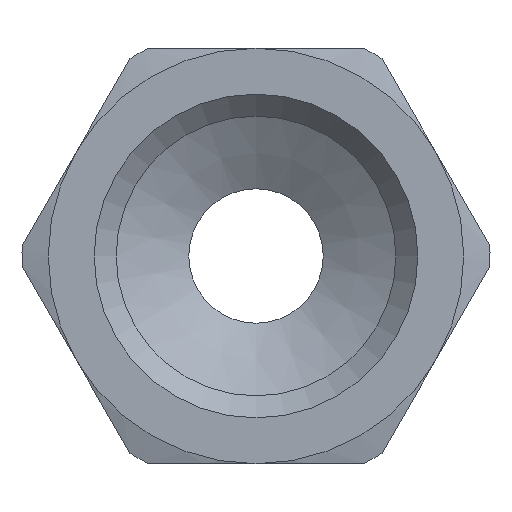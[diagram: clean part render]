
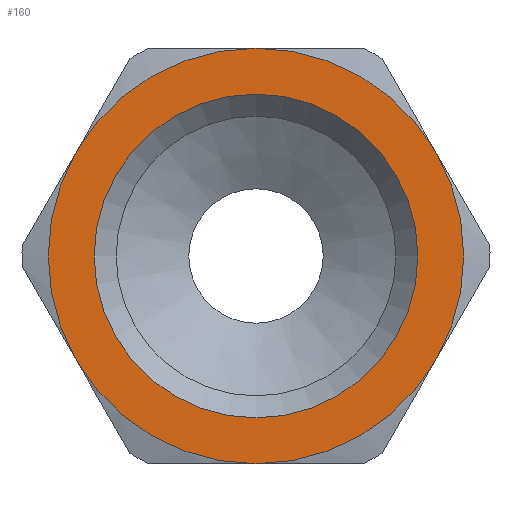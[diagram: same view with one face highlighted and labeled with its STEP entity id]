
A CAD part, left-side view. The second image highlights one B-rep face of the part: STEP entity #160.
In plain terms, the highlighted planar face has unit normal (-1, 0, 0).
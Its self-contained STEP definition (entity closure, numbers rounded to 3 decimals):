
#73=CARTESIAN_POINT('',(-46.,0.,6.623));
#74=VERTEX_POINT('',#73);
#75=CARTESIAN_POINT('',(-46.,0.0,0.));
#76=DIRECTION('',(-1.0,0.0,0.));
#77=DIRECTION('',(0.,0.0,-1.0));
#78=AXIS2_PLACEMENT_3D('',#75,#76,#77);
#79=CIRCLE('',#78,6.623);
#80=EDGE_CURVE('',#74,#74,#79,.T.);
#96=CARTESIAN_POINT('',(-46.,0.0,7.111));
#97=DIRECTION('',(-1.0,0.0,0.));
#98=DIRECTION('',(0.,0.0,1.0));
#99=AXIS2_PLACEMENT_3D('',#96,#97,#98);
#100=PLANE('',#99);
#101=CARTESIAN_POINT('',(-46.,0.0,8.5));
#102=VERTEX_POINT('',#101);
#103=CARTESIAN_POINT('',(-46.,7.361,4.25));
#104=VERTEX_POINT('',#103);
#105=CARTESIAN_POINT('',(-46.,0.0,0.));
#106=DIRECTION('',(-1.0,0.0,0.));
#107=DIRECTION('',(0.,0.0,1.0));
#108=AXIS2_PLACEMENT_3D('',#105,#106,#107);
#109=CIRCLE('',#108,8.5);
#110=EDGE_CURVE('',#102,#104,#109,.T.);
#111=ORIENTED_EDGE('',*,*,#110,.T.);
#112=CARTESIAN_POINT('',(-46.,7.361,-4.25));
#113=VERTEX_POINT('',#112);
#114=CARTESIAN_POINT('',(-46.,0.0,0.));
#115=DIRECTION('',(-1.0,0.0,0.));
#116=DIRECTION('',(0.,0.0,1.0));
#117=AXIS2_PLACEMENT_3D('',#114,#115,#116);
#118=CIRCLE('',#117,8.5);
#119=EDGE_CURVE('',#104,#113,#118,.T.);
#120=ORIENTED_EDGE('',*,*,#119,.T.);
#121=CARTESIAN_POINT('',(-46.,0.,-8.5));
#122=VERTEX_POINT('',#121);
#123=CARTESIAN_POINT('',(-46.,0.0,0.));
#124=DIRECTION('',(-1.0,0.0,0.));
#125=DIRECTION('',(0.,0.0,1.0));
#126=AXIS2_PLACEMENT_3D('',#123,#124,#125);
#127=CIRCLE('',#126,8.5);
#128=EDGE_CURVE('',#113,#122,#127,.T.);
#129=ORIENTED_EDGE('',*,*,#128,.T.);
#130=CARTESIAN_POINT('',(-46.,-7.361,-4.25));
#131=VERTEX_POINT('',#130);
#132=CARTESIAN_POINT('',(-46.,0.0,0.));
#133=DIRECTION('',(-1.0,0.0,0.));
#134=DIRECTION('',(0.,0.0,1.0));
#135=AXIS2_PLACEMENT_3D('',#132,#133,#134);
#136=CIRCLE('',#135,8.5);
#137=EDGE_CURVE('',#122,#131,#136,.T.);
#138=ORIENTED_EDGE('',*,*,#137,.T.);
#139=CARTESIAN_POINT('',(-46.,-7.361,4.25));
#140=VERTEX_POINT('',#139);
#141=CARTESIAN_POINT('',(-46.,0.0,0.));
#142=DIRECTION('',(-1.0,0.0,0.));
#143=DIRECTION('',(0.,0.0,1.0));
#144=AXIS2_PLACEMENT_3D('',#141,#142,#143);
#145=CIRCLE('',#144,8.5);
#146=EDGE_CURVE('',#131,#140,#145,.T.);
#147=ORIENTED_EDGE('',*,*,#146,.T.);
#148=CARTESIAN_POINT('',(-46.,0.0,0.));
#149=DIRECTION('',(-1.0,0.0,0.));
#150=DIRECTION('',(0.,0.0,1.0));
#151=AXIS2_PLACEMENT_3D('',#148,#149,#150);
#152=CIRCLE('',#151,8.5);
#153=EDGE_CURVE('',#140,#102,#152,.T.);
#154=ORIENTED_EDGE('',*,*,#153,.T.);
#155=EDGE_LOOP('',(#111,#120,#129,#138,#147,#154));
#156=FACE_OUTER_BOUND('',#155,.T.);
#157=ORIENTED_EDGE('',*,*,#80,.F.);
#158=EDGE_LOOP('',(#157));
#159=FACE_BOUND('',#158,.T.);
#160=ADVANCED_FACE('',(#156,#159),#100,.T.);
